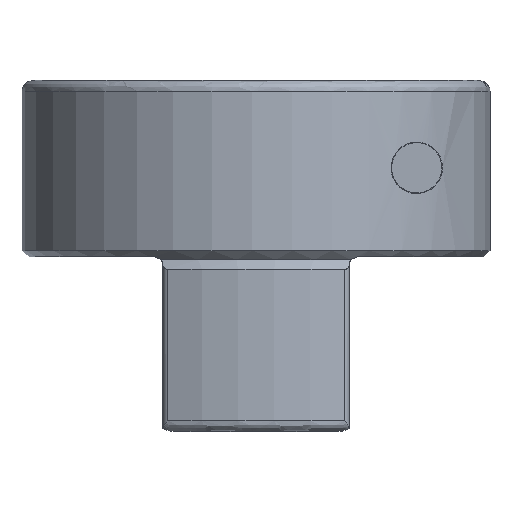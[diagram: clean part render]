
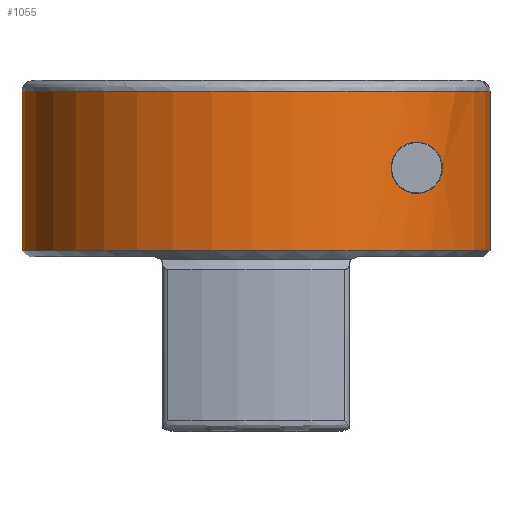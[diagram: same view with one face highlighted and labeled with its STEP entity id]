
A CAD part, front view. The second image highlights one B-rep face of the part: STEP entity #1055.
In plain terms, the highlighted cylindrical face has radius 15 mm (diameter 30 mm), a partial arc.
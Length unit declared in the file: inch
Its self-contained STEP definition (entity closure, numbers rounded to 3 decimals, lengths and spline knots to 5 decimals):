
#7 = DIRECTION ( 'NONE',  ( 0., 0., 1. ) ) ;
#11 = CARTESIAN_POINT ( 'NONE',  ( 0.59022, -0.01969, 0.01378 ) ) ;
#47 = CARTESIAN_POINT ( 'NONE',  ( 0.349, -0.4764, 0.19006 ) ) ;
#67 = CARTESIAN_POINT ( 'NONE',  ( 0.36969, -0.46054, 0.27678 ) ) ;
#87 = CARTESIAN_POINT ( 'NONE',  ( 0.37662, -0.45489, 0.28076 ) ) ;
#135 = CARTESIAN_POINT ( 'NONE',  ( 0.39097, -0.4427, 0.28621 ) ) ;
#152 = FACE_BOUND ( 'NONE', #3560, .T. ) ;
#211 = VERTEX_POINT ( 'NONE', #3494 ) ;
#254 = EDGE_LOOP ( 'NONE', ( #473, #1162, #3694, #1019 ) ) ;
#397 = CARTESIAN_POINT ( 'NONE',  ( 0.35094, -0.47499, 0.25891 ) ) ;
#418 = CARTESIAN_POINT ( 'NONE',  ( 0.40551, -0.42931, 0.2874 ) ) ;
#427 = CARTESIAN_POINT ( 'NONE',  ( 0.4133, -0.42196, 0.15748 ) ) ;
#461 = EDGE_CURVE ( 'NONE', #2217, #1206, #1980, .T. ) ;
#468 = CARTESIAN_POINT ( 'NONE',  ( 0.45077, -0.38155, 0.17567 ) ) ;
#473 = ORIENTED_EDGE ( 'NONE', *, *, #1955, .F. ) ;
#480 = CARTESIAN_POINT ( 'NONE',  ( 0.34114, -0.48205, 0.21242 ) ) ;
#489 = CARTESIAN_POINT ( 'NONE',  ( 0.45376, -0.37807, 0.26666 ) ) ;
#674 = AXIS2_PLACEMENT_3D ( 'NONE', #3840, #3544, #4197 ) ;
#715 = B_SPLINE_CURVE_WITH_KNOTS ( 'NONE', 3,
 ( #3642, #2519, #3253, #2611, #3668, #811, #2259, #2581, #47, #3954, #2213, #480, #3297, #1127, #1913, #3341, #3602, #397, #2562, #2237, #67, #87, #2905, #135, #4337, #418 ),
 .UNSPECIFIED., .F., .F.,
 ( 4, 2, 2, 2, 2, 2, 2, 2, 2, 2, 2, 2, 4 ),
 ( 0., 0.00074, 0.00149, 0.00186, 0.00223, 0.0026, 0.00298, 0.00335, 0.00372, 0.00447, 0.00484, 0.00521, 0.00595 ),
 .UNSPECIFIED. ) ;
#811 = CARTESIAN_POINT ( 'NONE',  ( 0.35996, -0.46818, 0.17593 ) ) ;
#871 = CARTESIAN_POINT ( 'NONE',  ( 0.41331, -0.42195, 0.2874 ) ) ;
#881 = CARTESIAN_POINT ( 'NONE',  ( 0.59022, -0.01969, 0. ) ) ;
#892 = EDGE_CURVE ( 'NONE', #3959, #1206, #2380, .T. ) ;
#990 = B_SPLINE_CURVE_WITH_KNOTS ( 'NONE', 3,
 ( #3352, #871, #2959, #3702, #1584, #489, #1562, #4414, #1208, #2937, #4390, #1610, #3034, #4080, #1249, #2672, #4367, #1180, #468, #2571, #4106, #3630, #427, #4004 ),
 .UNSPECIFIED., .F., .F.,
 ( 4, 2, 2, 2, 2, 2, 2, 2, 2, 2, 2, 4 ),
 ( 0.00595, 0.00676, 0.00757, 0.00838, 0.00878, 0.00918, 0.00959, 0.00999, 0.01039, 0.0108, 0.01161, 0.01241 ),
 .UNSPECIFIED. ) ;
#996 = FACE_OUTER_BOUND ( 'NONE', #254, .T. ) ;
#1019 = ORIENTED_EDGE ( 'NONE', *, *, #461, .F. ) ;
#1055 = ADVANCED_FACE ( 'NONE', ( #152, #996 ), #3127, .T. ) ;
#1127 = CARTESIAN_POINT ( 'NONE',  ( 0.34054, -0.48248, 0.22715 ) ) ;
#1162 = ORIENTED_EDGE ( 'NONE', *, *, #1740, .T. ) ;
#1180 = CARTESIAN_POINT ( 'NONE',  ( 0.45367, -0.37809, 0.17864 ) ) ;
#1206 = VERTEX_POINT ( 'NONE', #11 ) ;
#1208 = CARTESIAN_POINT ( 'NONE',  ( 0.46732, -0.36106, 0.24308 ) ) ;
#1249 = CARTESIAN_POINT ( 'NONE',  ( 0.46558, -0.36331, 0.19727 ) ) ;
#1265 = CIRCLE ( 'NONE', #1417, 0.59055 ) ;
#1417 = AXIS2_PLACEMENT_3D ( 'NONE', #3190, #7, #1435 ) ;
#1435 = DIRECTION ( 'NONE',  ( 1., 0., 0. ) ) ;
#1549 = CARTESIAN_POINT ( 'NONE',  ( 0.40551, -0.42931, 0.15748 ) ) ;
#1562 = CARTESIAN_POINT ( 'NONE',  ( 0.45926, -0.37132, 0.2601 ) ) ;
#1584 = CARTESIAN_POINT ( 'NONE',  ( 0.44168, -0.39212, 0.27699 ) ) ;
#1601 = CARTESIAN_POINT ( 'NONE',  ( 0.59022, -0.01969, 0.41535 ) ) ;
#1610 = CARTESIAN_POINT ( 'NONE',  ( 0.47047, -0.35694, 0.21706 ) ) ;
#1721 = AXIS2_PLACEMENT_3D ( 'NONE', #3242, #2920, #3310 ) ;
#1740 = EDGE_CURVE ( 'NONE', #211, #3959, #3306, .T. ) ;
#1913 = CARTESIAN_POINT ( 'NONE',  ( 0.3411, -0.48209, 0.23213 ) ) ;
#1955 = EDGE_CURVE ( 'NONE', #211, #2217, #1265, .T. ) ;
#1980 = LINE ( 'NONE', #881, #3555 ) ;
#2213 = CARTESIAN_POINT ( 'NONE',  ( 0.34335, -0.48048, 0.20295 ) ) ;
#2217 = VERTEX_POINT ( 'NONE', #1601 ) ;
#2237 = CARTESIAN_POINT ( 'NONE',  ( 0.36627, -0.46326, 0.27438 ) ) ;
#2259 = CARTESIAN_POINT ( 'NONE',  ( 0.35693, -0.47049, 0.17908 ) ) ;
#2380 = CIRCLE ( 'NONE', #1721, 0.59055 ) ;
#2519 = CARTESIAN_POINT ( 'NONE',  ( 0.39834, -0.43609, 0.15748 ) ) ;
#2562 = CARTESIAN_POINT ( 'NONE',  ( 0.35664, -0.47077, 0.26607 ) ) ;
#2571 = CARTESIAN_POINT ( 'NONE',  ( 0.44169, -0.39211, 0.1679 ) ) ;
#2581 = CARTESIAN_POINT ( 'NONE',  ( 0.35148, -0.47458, 0.18611 ) ) ;
#2611 = CARTESIAN_POINT ( 'NONE',  ( 0.37667, -0.45493, 0.16373 ) ) ;
#2672 = CARTESIAN_POINT ( 'NONE',  ( 0.46136, -0.36866, 0.18894 ) ) ;
#2905 = CARTESIAN_POINT ( 'NONE',  ( 0.38017, -0.45194, 0.28237 ) ) ;
#2920 = DIRECTION ( 'NONE',  ( 0., 0., 1. ) ) ;
#2937 = CARTESIAN_POINT ( 'NONE',  ( 0.46979, -0.35785, 0.23316 ) ) ;
#2959 = CARTESIAN_POINT ( 'NONE',  ( 0.42074, -0.41453, 0.28604 ) ) ;
#3034 = CARTESIAN_POINT ( 'NONE',  ( 0.46979, -0.35784, 0.21175 ) ) ;
#3127 = CYLINDRICAL_SURFACE ( 'NONE', #674, 0.59055 ) ;
#3134 = VECTOR ( 'NONE', #3682, 39.37008 ) ;
#3190 = CARTESIAN_POINT ( 'NONE',  ( 0., 0., 0.41535 ) ) ;
#3242 = CARTESIAN_POINT ( 'NONE',  ( 0., 0., 0.01378 ) ) ;
#3253 = CARTESIAN_POINT ( 'NONE',  ( 0.39111, -0.44257, 0.15863 ) ) ;
#3297 = CARTESIAN_POINT ( 'NONE',  ( 0.34057, -0.48246, 0.21735 ) ) ;
#3306 = LINE ( 'NONE', #4389, #3134 ) ;
#3310 = DIRECTION ( 'NONE',  ( -1., 0., 0. ) ) ;
#3341 = CARTESIAN_POINT ( 'NONE',  ( 0.34325, -0.48056, 0.24158 ) ) ;
#3352 = CARTESIAN_POINT ( 'NONE',  ( 0.40551, -0.42931, 0.2874 ) ) ;
#3390 = CARTESIAN_POINT ( 'NONE',  ( -0.59055, 0., 0.01378 ) ) ;
#3393 = EDGE_CURVE ( 'NONE', #3445, #4411, #715, .T. ) ;
#3409 = DIRECTION ( 'NONE',  ( 0., 0., -1. ) ) ;
#3445 = VERTEX_POINT ( 'NONE', #1549 ) ;
#3494 = CARTESIAN_POINT ( 'NONE',  ( -0.59055, 0., 0.41535 ) ) ;
#3544 = DIRECTION ( 'NONE',  ( 0., 0., -1. ) ) ;
#3555 = VECTOR ( 'NONE', #3409, 39.37008 ) ;
#3560 = EDGE_LOOP ( 'NONE', ( #3787, #3887 ) ) ;
#3602 = CARTESIAN_POINT ( 'NONE',  ( 0.34486, -0.47941, 0.24617 ) ) ;
#3630 = CARTESIAN_POINT ( 'NONE',  ( 0.42076, -0.41451, 0.15884 ) ) ;
#3642 = CARTESIAN_POINT ( 'NONE',  ( 0.40551, -0.42931, 0.15748 ) ) ;
#3655 = CARTESIAN_POINT ( 'NONE',  ( 0.40551, -0.42931, 0.2874 ) ) ;
#3668 = CARTESIAN_POINT ( 'NONE',  ( 0.36963, -0.46064, 0.16763 ) ) ;
#3682 = DIRECTION ( 'NONE',  ( 0., 0., -1. ) ) ;
#3694 = ORIENTED_EDGE ( 'NONE', *, *, #892, .T. ) ;
#3702 = CARTESIAN_POINT ( 'NONE',  ( 0.43492, -0.39963, 0.28085 ) ) ;
#3787 = ORIENTED_EDGE ( 'NONE', *, *, #4374, .T. ) ;
#3840 = CARTESIAN_POINT ( 'NONE',  ( 0., 0., 0.44291 ) ) ;
#3887 = ORIENTED_EDGE ( 'NONE', *, *, #3393, .T. ) ;
#3954 = CARTESIAN_POINT ( 'NONE',  ( 0.34495, -0.47934, 0.19848 ) ) ;
#3959 = VERTEX_POINT ( 'NONE', #3390 ) ;
#4004 = CARTESIAN_POINT ( 'NONE',  ( 0.40551, -0.42931, 0.15748 ) ) ;
#4080 = CARTESIAN_POINT ( 'NONE',  ( 0.46732, -0.36107, 0.2018 ) ) ;
#4106 = CARTESIAN_POINT ( 'NONE',  ( 0.43506, -0.39948, 0.16409 ) ) ;
#4197 = DIRECTION ( 'NONE',  ( -1., 0., 0. ) ) ;
#4337 = CARTESIAN_POINT ( 'NONE',  ( 0.39832, -0.4361, 0.2874 ) ) ;
#4367 = CARTESIAN_POINT ( 'NONE',  ( 0.45895, -0.37166, 0.18527 ) ) ;
#4374 = EDGE_CURVE ( 'NONE', #4411, #3445, #990, .T. ) ;
#4389 = CARTESIAN_POINT ( 'NONE',  ( -0.59055, 0., 0.44291 ) ) ;
#4390 = CARTESIAN_POINT ( 'NONE',  ( 0.47047, -0.35694, 0.22785 ) ) ;
#4411 = VERTEX_POINT ( 'NONE', #3655 ) ;
#4414 = CARTESIAN_POINT ( 'NONE',  ( 0.46556, -0.36334, 0.24765 ) ) ;
